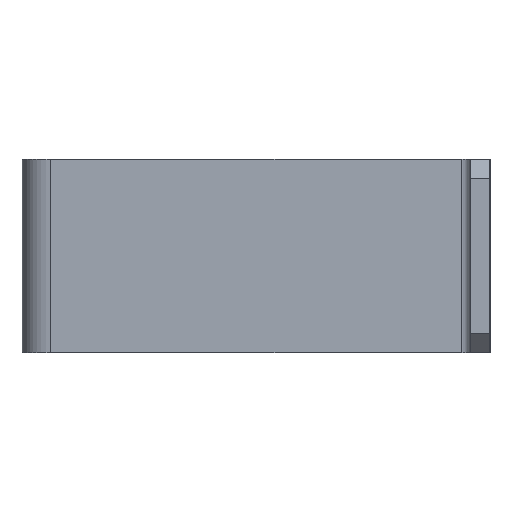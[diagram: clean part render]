
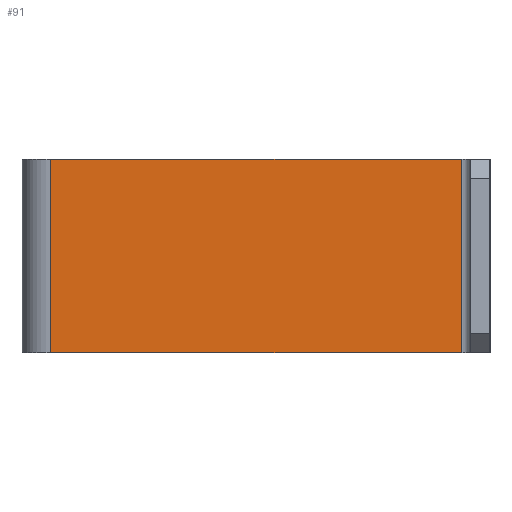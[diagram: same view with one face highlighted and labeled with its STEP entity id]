
A CAD part, left-side view. The second image highlights one B-rep face of the part: STEP entity #91.
In plain terms, the highlighted planar face has unit normal (-1, 0, 0).
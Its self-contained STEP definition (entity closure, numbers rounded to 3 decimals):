
#61 = VECTOR ( 'NONE', #618, 1000. ) ;
#90 = CARTESIAN_POINT ( 'NONE',  ( -20.5, 3., -10.15 ) ) ;
#91 = ADVANCED_FACE ( 'NONE', ( #754 ), #1194, .F. ) ;
#101 = VERTEX_POINT ( 'NONE', #512 ) ;
#111 = EDGE_CURVE ( 'NONE', #101, #139, #413, .T. ) ;
#133 = LINE ( 'NONE', #504, #61 ) ;
#139 = VERTEX_POINT ( 'NONE', #90 ) ;
#158 = DIRECTION ( 'NONE',  ( 0., -1., 0. ) ) ;
#335 = VECTOR ( 'NONE', #158, 1000. ) ;
#362 = VECTOR ( 'NONE', #453, 1000. ) ;
#413 = LINE ( 'NONE', #550, #1022 ) ;
#425 = ORIENTED_EDGE ( 'NONE', *, *, #585, .T. ) ;
#453 = DIRECTION ( 'NONE',  ( 0., 0., 1. ) ) ;
#457 = VERTEX_POINT ( 'NONE', #1263 ) ;
#504 = CARTESIAN_POINT ( 'NONE',  ( -20.5, 46., 10.15 ) ) ;
#512 = CARTESIAN_POINT ( 'NONE',  ( -20.5, 46., -10.15 ) ) ;
#550 = CARTESIAN_POINT ( 'NONE',  ( -20.5, 2., -10.15 ) ) ;
#558 = EDGE_LOOP ( 'NONE', ( #1309, #425, #1085, #1312 ) ) ;
#585 = EDGE_CURVE ( 'NONE', #139, #457, #661, .T. ) ;
#618 = DIRECTION ( 'NONE',  ( 0., 0., -1. ) ) ;
#661 = LINE ( 'NONE', #1122, #362 ) ;
#742 = DIRECTION ( 'NONE',  ( 0., 0., -1. ) ) ;
#754 = FACE_OUTER_BOUND ( 'NONE', #558, .T. ) ;
#854 = CARTESIAN_POINT ( 'NONE',  ( -20.5, 2., 10.15 ) ) ;
#914 = LINE ( 'NONE', #854, #335 ) ;
#1022 = VECTOR ( 'NONE', #1124, 1000. ) ;
#1085 = ORIENTED_EDGE ( 'NONE', *, *, #1229, .F. ) ;
#1122 = CARTESIAN_POINT ( 'NONE',  ( -20.5, 3., 10.15 ) ) ;
#1124 = DIRECTION ( 'NONE',  ( 0., -1., 0. ) ) ;
#1194 = PLANE ( 'NONE',  #1421 ) ;
#1202 = CARTESIAN_POINT ( 'NONE',  ( -20.5, 46., 10.15 ) ) ;
#1213 = EDGE_CURVE ( 'NONE', #1275, #101, #133, .T. ) ;
#1229 = EDGE_CURVE ( 'NONE', #1275, #457, #914, .T. ) ;
#1263 = CARTESIAN_POINT ( 'NONE',  ( -20.5, 3., 10.15 ) ) ;
#1275 = VERTEX_POINT ( 'NONE', #1202 ) ;
#1306 = CARTESIAN_POINT ( 'NONE',  ( -20.5, 2., 10.15 ) ) ;
#1309 = ORIENTED_EDGE ( 'NONE', *, *, #111, .T. ) ;
#1312 = ORIENTED_EDGE ( 'NONE', *, *, #1213, .T. ) ;
#1420 = DIRECTION ( 'NONE',  ( 1., 0., 0. ) ) ;
#1421 = AXIS2_PLACEMENT_3D ( 'NONE', #1306, #1420, #742 ) ;
